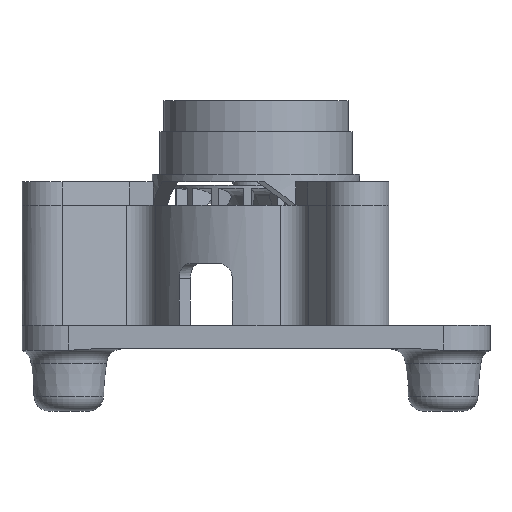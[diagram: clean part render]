
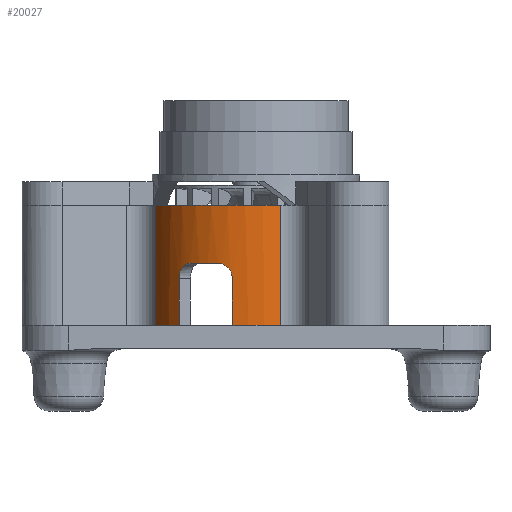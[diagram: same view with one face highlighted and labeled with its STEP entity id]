
A CAD part, left-side view. The second image highlights one B-rep face of the part: STEP entity #20027.
In plain terms, the highlighted cylindrical face has radius 6.75 mm (diameter 13.5 mm), a partial arc.
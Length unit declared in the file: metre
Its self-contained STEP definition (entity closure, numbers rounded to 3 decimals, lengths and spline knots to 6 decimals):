
#1184=LINE('',#37741,#2236);
#1185=LINE('',#37743,#2237);
#1186=LINE('',#37747,#2238);
#1187=LINE('',#37748,#2239);
#2236=VECTOR('',#26406,1.);
#2237=VECTOR('',#26407,1.);
#2238=VECTOR('',#26410,1.);
#2239=VECTOR('',#26411,1.);
#2969=CYLINDRICAL_SURFACE('',#21952,0.00675);
#3765=B_SPLINE_CURVE_WITH_KNOTS('',3,(#37750,#37751,#37752,#37753,#37754),
 .UNSPECIFIED.,.F.,.F.,(4,1,4),(0.,0.5,1.),.UNSPECIFIED.);
#3766=B_SPLINE_CURVE_WITH_KNOTS('',3,(#37758,#37759,#37760,#37761,#37762),
 .UNSPECIFIED.,.F.,.F.,(4,1,4),(0.,0.5,1.),.UNSPECIFIED.);
#8893=ORIENTED_EDGE('',*,*,#12748,.F.);
#8894=ORIENTED_EDGE('',*,*,#12728,.T.);
#8895=ORIENTED_EDGE('',*,*,#12749,.T.);
#8896=ORIENTED_EDGE('',*,*,#12750,.F.);
#8897=ORIENTED_EDGE('',*,*,#12751,.T.);
#8898=ORIENTED_EDGE('',*,*,#12662,.T.);
#8899=ORIENTED_EDGE('',*,*,#12752,.T.);
#8900=ORIENTED_EDGE('',*,*,#12753,.T.);
#8901=ORIENTED_EDGE('',*,*,#12754,.F.);
#8902=ORIENTED_EDGE('',*,*,#12755,.F.);
#12662=EDGE_CURVE('',#15005,#15004,#16438,.T.);
#12728=EDGE_CURVE('',#15070,#15069,#16480,.T.);
#12748=EDGE_CURVE('',#15070,#15079,#1184,.T.);
#12749=EDGE_CURVE('',#15069,#15080,#1185,.F.);
#12750=EDGE_CURVE('',#15081,#15080,#16484,.T.);
#12751=EDGE_CURVE('',#15081,#15005,#1186,.T.);
#12752=EDGE_CURVE('',#15004,#15082,#1187,.T.);
#12753=EDGE_CURVE('',#15082,#15083,#3765,.T.);
#12754=EDGE_CURVE('',#15084,#15083,#16485,.T.);
#12755=EDGE_CURVE('',#15079,#15084,#3766,.T.);
#15004=VERTEX_POINT('',#37563);
#15005=VERTEX_POINT('',#37565);
#15069=VERTEX_POINT('',#37694);
#15070=VERTEX_POINT('',#37696);
#15079=VERTEX_POINT('',#37742);
#15080=VERTEX_POINT('',#37744);
#15081=VERTEX_POINT('',#37746);
#15082=VERTEX_POINT('',#37749);
#15083=VERTEX_POINT('',#37755);
#15084=VERTEX_POINT('',#37757);
#16438=CIRCLE('',#21901,0.00675);
#16480=CIRCLE('',#21943,0.00675);
#16484=CIRCLE('',#21953,0.00675);
#16485=CIRCLE('',#21954,0.00675);
#17574=EDGE_LOOP('',(#8893,#8894,#8895,#8896,#8897,#8898,#8899,#8900,#8901,
#8902));
#18740=FACE_BOUND('',#17574,.T.);
#20027=ADVANCED_FACE('',(#18740),#2969,.T.);
#21901=AXIS2_PLACEMENT_3D('',#37564,#26265,#26266);
#21943=AXIS2_PLACEMENT_3D('',#37695,#26373,#26374);
#21952=AXIS2_PLACEMENT_3D('',#37740,#26404,#26405);
#21953=AXIS2_PLACEMENT_3D('',#37745,#26408,#26409);
#21954=AXIS2_PLACEMENT_3D('',#37756,#26412,#26413);
#26265=DIRECTION('',(0.,0.,1.));
#26266=DIRECTION('',(1.,0.,0.));
#26373=DIRECTION('',(0.,0.,1.));
#26374=DIRECTION('',(1.,0.,0.));
#26404=DIRECTION('',(0.,0.,-1.));
#26405=DIRECTION('',(-1.,0.,0.));
#26406=DIRECTION('',(0.,0.,1.));
#26407=DIRECTION('',(0.,0.,-1.));
#26408=DIRECTION('',(0.,0.,1.));
#26409=DIRECTION('',(1.,0.,0.));
#26410=DIRECTION('',(0.,0.,-1.));
#26411=DIRECTION('',(0.,0.,1.));
#26412=DIRECTION('',(0.,0.,-1.));
#26413=DIRECTION('',(-1.,0.,0.));
#37563=CARTESIAN_POINT('',(-0.004606,0.004935,0.0015));
#37564=CARTESIAN_POINT('',(0.,0.,0.0015));
#37565=CARTESIAN_POINT('',(-0.001927,0.006469,0.0015));
#37694=CARTESIAN_POINT('',(-0.006566,-0.001565,0.0015));
#37695=CARTESIAN_POINT('',(0.,0.,0.0015));
#37696=CARTESIAN_POINT('',(-0.006576,0.001521,0.0015));
#37740=CARTESIAN_POINT('',(0.,0.,0.0015));
#37741=CARTESIAN_POINT('',(-0.006576,0.001521,0.0035));
#37742=CARTESIAN_POINT('',(-0.006576,0.001521,0.0045));
#37743=CARTESIAN_POINT('',(-0.006566,-0.001565,0.0015));
#37744=CARTESIAN_POINT('',(-0.006566,-0.001565,0.0092));
#37745=CARTESIAN_POINT('',(0.,0.,0.0092));
#37746=CARTESIAN_POINT('',(-0.001927,0.006469,0.0092));
#37747=CARTESIAN_POINT('',(-0.001927,0.006469,0.0015));
#37748=CARTESIAN_POINT('',(-0.004606,0.004935,0.0035));
#37749=CARTESIAN_POINT('',(-0.004606,0.004935,0.0045));
#37750=CARTESIAN_POINT('',(-0.004606,0.004935,0.0045));
#37751=CARTESIAN_POINT('',(-0.004606,0.004935,0.004765));
#37752=CARTESIAN_POINT('',(-0.004769,0.004789,0.005282));
#37753=CARTESIAN_POINT('',(-0.005118,0.004409,0.0055));
#37754=CARTESIAN_POINT('',(-0.005283,0.004201,0.0055));
#37755=CARTESIAN_POINT('',(-0.005283,0.004201,0.0055));
#37756=CARTESIAN_POINT('',(0.,0.,0.0055));
#37757=CARTESIAN_POINT('',(-0.00628,0.002475,0.0055));
#37758=CARTESIAN_POINT('',(-0.006576,0.001521,0.0045));
#37759=CARTESIAN_POINT('',(-0.006576,0.001521,0.004765));
#37760=CARTESIAN_POINT('',(-0.006532,0.001735,0.005282));
#37761=CARTESIAN_POINT('',(-0.006377,0.002228,0.0055));
#37762=CARTESIAN_POINT('',(-0.00628,0.002475,0.0055));
